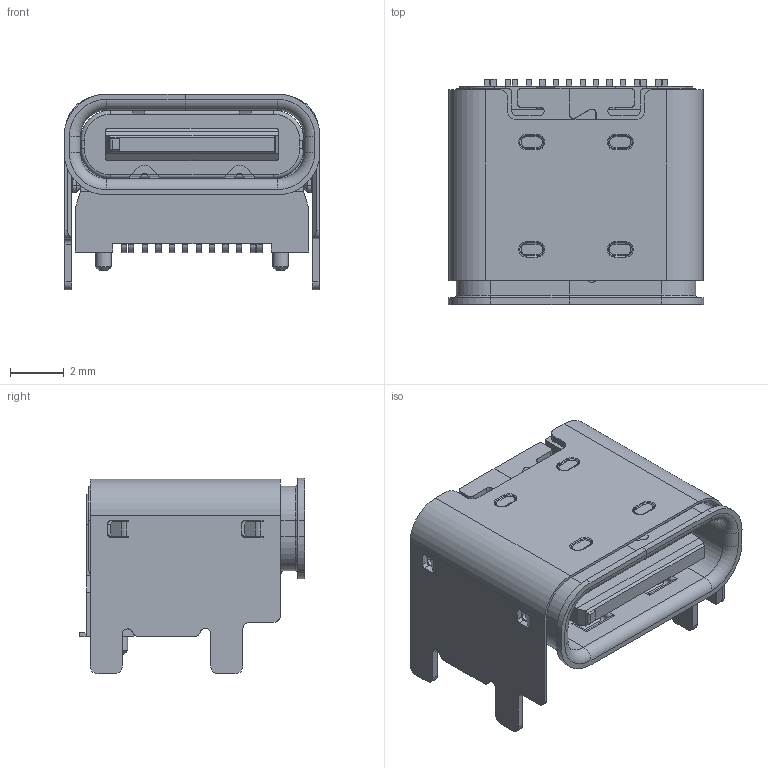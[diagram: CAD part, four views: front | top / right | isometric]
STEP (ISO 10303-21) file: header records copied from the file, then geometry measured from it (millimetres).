
FILE_DESCRIPTION(/* description */ (''),/* implementation_level */ '2;1');
FILE_NAME(/* name */ 'GT-USB-7016B.step',/* time_stamp */ '2024-02-18T13:59:34-05:00',/* author */ (''),/* organization */ (''),/* preprocessor_version */ 'ST-DEVELOPER v20',/* originating_system */ 'Autodesk Translation Framework v12.20.1.177',/* authorisation */ '');
FILE_SCHEMA (('AUTOMOTIVE_DESIGN { 1 0 10303 214 3 1 1 }'));
Length unit declared in the file: millimetre
Products named in the file (4): (Unsaved); Component1; Component3; Component4
Assembly tree (3 placements, depth 2):
  (Unsaved)
    Component1
    Component3
    Component4
Bounding box: 9.54 x 8.4 x 7.3 mm (x, y, z)
Volume: 212.4 mm3; surface area: 817.2 mm2
Topology: 18 solids, 18 shells, 799 faces, 2171 edges, 1397 vertices
Faces by surface type: plane 446, cylinder 282, torus 44, cone 22, bspline 5
Full cylindrical faces by diameter (mm): 0.6 x2
Entity records: 25637 total; most frequent: CARTESIAN_POINT 4851, DIRECTION 4358, ORIENTED_EDGE 4342, EDGE_CURVE 2171, LINE 1506, VECTOR 1506, AXIS2_PLACEMENT_3D 1426, VERTEX_POINT 1397
